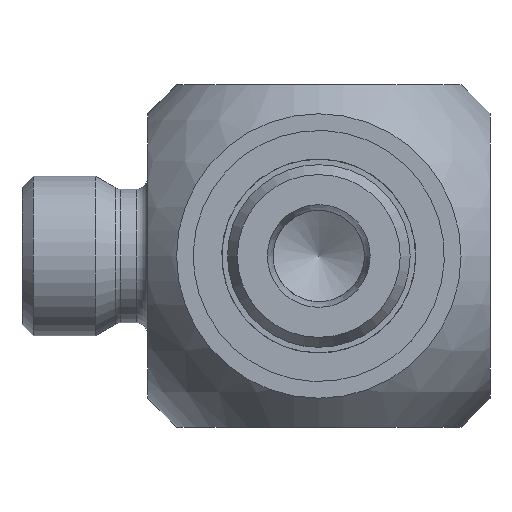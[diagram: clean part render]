
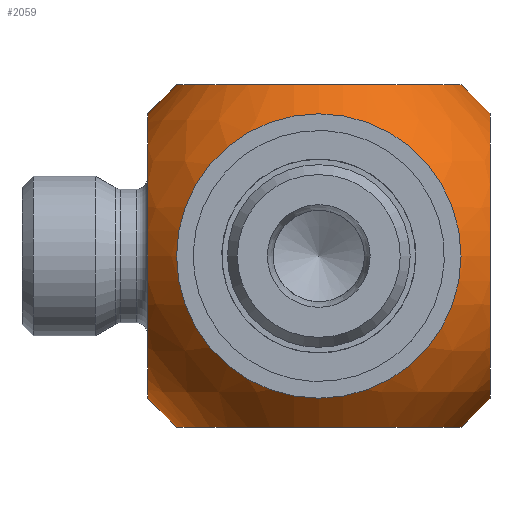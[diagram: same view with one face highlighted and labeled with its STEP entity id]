
A CAD part, front view. The second image highlights one B-rep face of the part: STEP entity #2059.
In plain terms, the highlighted spherical face has radius 19.5 mm.
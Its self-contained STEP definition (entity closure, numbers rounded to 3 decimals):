
#1981=CARTESIAN_POINT('',(-15.0,0.,12.46));
#1982=VERTEX_POINT('',#1981);
#1983=CARTESIAN_POINT('',(-15.0,0.0,0.0));
#1984=DIRECTION('',(-1.0,0.0,0.0));
#1985=DIRECTION('',(0.0,0.0,-1.0));
#1986=AXIS2_PLACEMENT_3D('',#1983,#1984,#1985);
#1987=CIRCLE('',#1986,12.46);
#1988=EDGE_CURVE('',#1982,#1982,#1987,.T.);
#1996=CARTESIAN_POINT('',(0.0,0.0,0.0));
#1997=DIRECTION('',(0.0,0.0,1.0));
#1998=DIRECTION('',(1.0,0.0,0.0));
#1999=AXIS2_PLACEMENT_3D('',#1996,#1997,#1998);
#2000=SPHERICAL_SURFACE('',#1999,19.5);
#2001=CARTESIAN_POINT('',(0.,12.46,-15.0));
#2002=VERTEX_POINT('',#2001);
#2003=CARTESIAN_POINT('',(0.0,0.0,-15.0));
#2004=DIRECTION('',(0.0,0.0,-1.0));
#2005=DIRECTION('',(0.0,-1.0,0.0));
#2006=AXIS2_PLACEMENT_3D('',#2003,#2004,#2005);
#2007=CIRCLE('',#2006,12.46);
#2008=EDGE_CURVE('',#2002,#2002,#2007,.T.);
#2009=ORIENTED_EDGE('',*,*,#2008,.F.);
#2010=EDGE_LOOP('',(#2009));
#2011=FACE_OUTER_BOUND('',#2010,.T.);
#2012=CARTESIAN_POINT('',(15.0,0.,-12.46));
#2013=VERTEX_POINT('',#2012);
#2014=CARTESIAN_POINT('',(15.0,0.0,0.0));
#2015=DIRECTION('',(1.0,0.0,0.0));
#2016=DIRECTION('',(0.0,0.0,1.0));
#2017=AXIS2_PLACEMENT_3D('',#2014,#2015,#2016);
#2018=CIRCLE('',#2017,12.46);
#2019=EDGE_CURVE('',#2013,#2013,#2018,.T.);
#2020=ORIENTED_EDGE('',*,*,#2019,.F.);
#2021=EDGE_LOOP('',(#2020));
#2022=FACE_BOUND('',#2021,.T.);
#2023=CARTESIAN_POINT('',(0.,-15.0,-12.46));
#2024=VERTEX_POINT('',#2023);
#2025=CARTESIAN_POINT('',(0.0,-15.0,0.0));
#2026=DIRECTION('',(0.0,-1.0,0.0));
#2027=DIRECTION('',(0.0,0.0,1.0));
#2028=AXIS2_PLACEMENT_3D('',#2025,#2026,#2027);
#2029=CIRCLE('',#2028,12.46);
#2030=EDGE_CURVE('',#2024,#2024,#2029,.T.);
#2031=ORIENTED_EDGE('',*,*,#2030,.F.);
#2032=EDGE_LOOP('',(#2031));
#2033=FACE_BOUND('',#2032,.T.);
#2034=ORIENTED_EDGE('',*,*,#1988,.F.);
#2035=EDGE_LOOP('',(#2034));
#2036=FACE_BOUND('',#2035,.T.);
#2037=CARTESIAN_POINT('',(0.,15.0,12.46));
#2038=VERTEX_POINT('',#2037);
#2039=CARTESIAN_POINT('',(0.0,15.0,0.0));
#2040=DIRECTION('',(0.0,1.0,0.0));
#2041=DIRECTION('',(0.0,0.0,-1.0));
#2042=AXIS2_PLACEMENT_3D('',#2039,#2040,#2041);
#2043=CIRCLE('',#2042,12.46);
#2044=EDGE_CURVE('',#2038,#2038,#2043,.T.);
#2045=ORIENTED_EDGE('',*,*,#2044,.F.);
#2046=EDGE_LOOP('',(#2045));
#2047=FACE_BOUND('',#2046,.T.);
#2048=CARTESIAN_POINT('',(0.,-12.46,15.0));
#2049=VERTEX_POINT('',#2048);
#2050=CARTESIAN_POINT('',(0.0,0.0,15.0));
#2051=DIRECTION('',(0.0,0.0,1.0));
#2052=DIRECTION('',(0.0,1.0,0.0));
#2053=AXIS2_PLACEMENT_3D('',#2050,#2051,#2052);
#2054=CIRCLE('',#2053,12.46);
#2055=EDGE_CURVE('',#2049,#2049,#2054,.T.);
#2056=ORIENTED_EDGE('',*,*,#2055,.F.);
#2057=EDGE_LOOP('',(#2056));
#2058=FACE_BOUND('',#2057,.T.);
#2059=ADVANCED_FACE('',(#2011,#2022,#2033,#2036,#2047,#2058),#2000,.T.);
